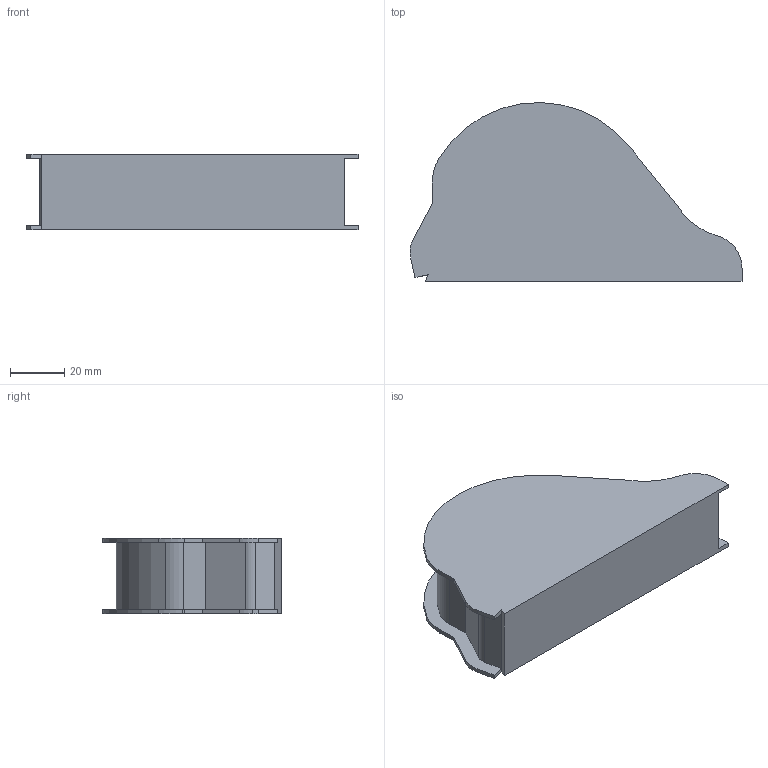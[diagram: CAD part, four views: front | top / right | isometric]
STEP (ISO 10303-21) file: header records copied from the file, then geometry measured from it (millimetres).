
FILE_DESCRIPTION (( 'STEP AP214' ), '1' );
FILE_NAME ('Stroemungsgebiet_mit_Spalt.STEP', '2022-10-20T17:23:46', ( '' ), ( '' ), 'SwSTEP 2.0', 'SolidWorks 2021', '' );
FILE_SCHEMA (( 'AUTOMOTIVE_DESIGN' ));
Length unit declared in the file: millimetre
Products named in the file (1): Stroemungsgebiet_mit_Spalt
Bounding box: 122.72 x 66.09 x 28 mm (x, y, z)
Volume: 134437.5 mm3; surface area: 21536.9 mm2
Topology: 1 solids, 1 shells, 40 faces, 112 edges, 74 vertices
Faces by surface type: plane 23, cylinder 17
Entity records: 1328 total; most frequent: DIRECTION 228, CARTESIAN_POINT 227, ORIENTED_EDGE 224, EDGE_CURVE 112, VECTOR 78, LINE 78, AXIS2_PLACEMENT_3D 75, VERTEX_POINT 74
